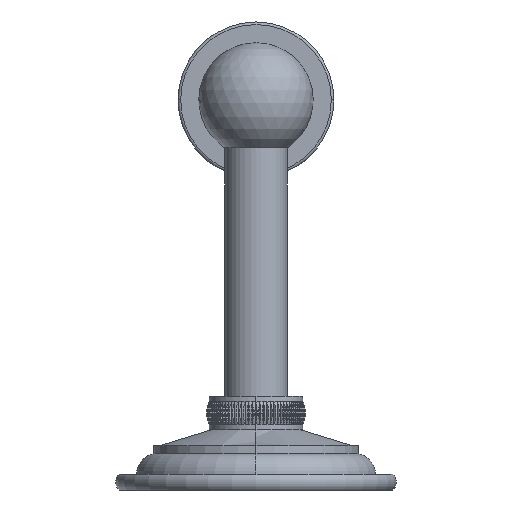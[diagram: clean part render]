
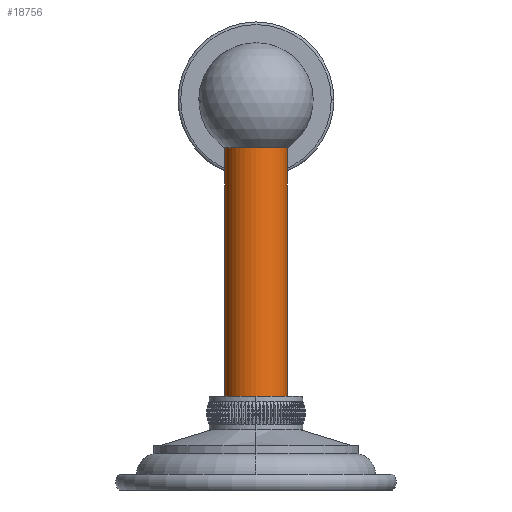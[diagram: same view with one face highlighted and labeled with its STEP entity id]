
A CAD part, left-side view. The second image highlights one B-rep face of the part: STEP entity #18756.
In plain terms, the highlighted cylindrical face has radius 6 mm (diameter 12 mm), a partial arc.
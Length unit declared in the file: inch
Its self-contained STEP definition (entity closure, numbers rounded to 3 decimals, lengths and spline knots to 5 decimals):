
#18384=DIRECTION('',(0.,0.,1.));
#18385=VECTOR('',#18384,1.96);
#18386=CARTESIAN_POINT('',(0.,0.23622,0.59202));
#18387=LINE('',#18386,#18385);
#18388=DIRECTION('',(0.,0.,1.));
#18389=VECTOR('',#18388,1.96);
#18390=CARTESIAN_POINT('',(0.,-0.23622,0.59202));
#18391=LINE('',#18390,#18389);
#18392=CARTESIAN_POINT('',(0.,0.,0.59202));
#18393=DIRECTION('',(0.,0.,1.));
#18394=DIRECTION('',(0.,1.,0.));
#18395=AXIS2_PLACEMENT_3D('',#18392,#18393,#18394);
#18407=CARTESIAN_POINT('',(0.,0.,2.55202));
#18408=DIRECTION('',(0.,0.,1.));
#18409=DIRECTION('',(0.,1.,0.));
#18410=AXIS2_PLACEMENT_3D('',#18407,#18408,#18409);
#18509=CARTESIAN_POINT('',(0.,0.23622,0.59202));
#18510=CARTESIAN_POINT('',(0.,0.23622,2.55202));
#18511=VERTEX_POINT('',#18509);
#18512=VERTEX_POINT('',#18510);
#18527=CARTESIAN_POINT('',(0.,-0.23622,0.59202));
#18528=CARTESIAN_POINT('',(0.,-0.23622,2.55202));
#18529=VERTEX_POINT('',#18527);
#18530=VERTEX_POINT('',#18528);
#18744=CARTESIAN_POINT('',(0.,0.,3.51531));
#18745=DIRECTION('',(0.,0.,-1.));
#18746=DIRECTION('',(0.,-1.,0.));
#18747=AXIS2_PLACEMENT_3D('',#18744,#18745,#18746);
#18748=CYLINDRICAL_SURFACE('',#18747,0.23622);
#18749=ORIENTED_EDGE('',*,*,#18734,.T.);
#18751=ORIENTED_EDGE('',*,*,#18750,.T.);
#18752=ORIENTED_EDGE('',*,*,#18737,.F.);
#18753=ORIENTED_EDGE('',*,*,#18720,.F.);
#18754=EDGE_LOOP('',(#18749,#18751,#18752,#18753));
#18755=FACE_OUTER_BOUND('',#18754,.F.);
#18756=ADVANCED_FACE('',(#18755),#18748,.T.);
#18396=CIRCLE('',#18395,0.23622);
#18411=CIRCLE('',#18410,0.23622);
#18720=EDGE_CURVE('',#18511,#18529,#18396,.T.);
#18734=EDGE_CURVE('',#18511,#18512,#18387,.T.);
#18737=EDGE_CURVE('',#18529,#18530,#18391,.T.);
#18750=EDGE_CURVE('',#18512,#18530,#18411,.T.);
